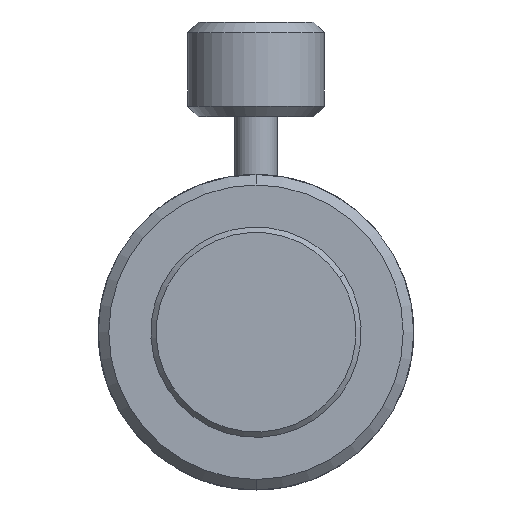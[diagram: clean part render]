
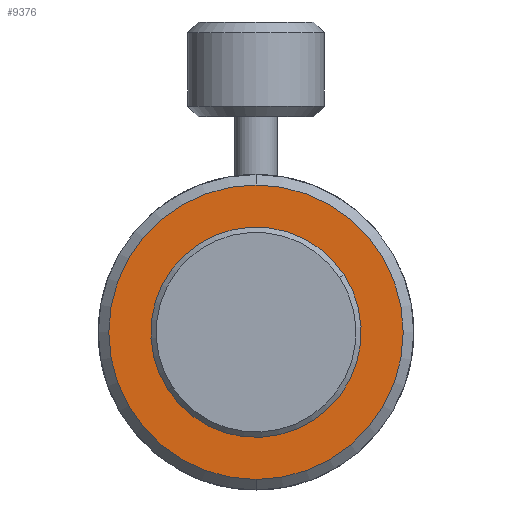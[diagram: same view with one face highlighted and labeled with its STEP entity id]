
A CAD part, front view. The second image highlights one B-rep face of the part: STEP entity #9376.
In plain terms, the highlighted planar face has unit normal (0, -1, 0).
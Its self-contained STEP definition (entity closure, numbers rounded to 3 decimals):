
#194 = CARTESIAN_POINT ( 'NONE',  ( -11.986, -41.37, 20. ) ) ;
#208 = CARTESIAN_POINT ( 'NONE',  ( -11.986, -41.37, 34. ) ) ;
#274 = DIRECTION ( 'NONE',  ( 0., 0., -1. ) ) ;
#321 = CARTESIAN_POINT ( 'NONE',  ( -11.986, -41.37, 34. ) ) ;
#364 = EDGE_CURVE ( 'NONE', #3173, #9234, #1502, .T. ) ;
#602 = DIRECTION ( 'NONE',  ( 0., -1., 0. ) ) ;
#890 = DIRECTION ( 'NONE',  ( 0., -1., 0. ) ) ;
#1039 = CARTESIAN_POINT ( 'NONE',  ( -11.986, -41.37, 48. ) ) ;
#1502 = CIRCLE ( 'NONE', #8926, 2.5 ) ;
#1679 = FACE_OUTER_BOUND ( 'NONE', #8477, .T. ) ;
#1732 = FACE_BOUND ( 'NONE', #6277, .T. ) ;
#2026 = ORIENTED_EDGE ( 'NONE', *, *, #6693, .T. ) ;
#2029 = AXIS2_PLACEMENT_3D ( 'NONE', #6474, #5673, #2923 ) ;
#2059 = ORIENTED_EDGE ( 'NONE', *, *, #8263, .T. ) ;
#2363 = DIRECTION ( 'NONE',  ( 0., 0., 1. ) ) ;
#2780 = CIRCLE ( 'NONE', #4149, 14. ) ;
#2826 = ORIENTED_EDGE ( 'NONE', *, *, #364, .F. ) ;
#2886 = ORIENTED_EDGE ( 'NONE', *, *, #3432, .F. ) ;
#2923 = DIRECTION ( 'NONE',  ( 0., 0., 1. ) ) ;
#2966 = DIRECTION ( 'NONE',  ( 0., 1., 0. ) ) ;
#3173 = VERTEX_POINT ( 'NONE', #6655 ) ;
#3411 = DIRECTION ( 'NONE',  ( 0., 0., -1. ) ) ;
#3432 = EDGE_CURVE ( 'NONE', #9234, #3173, #3677, .T. ) ;
#3677 = CIRCLE ( 'NONE', #5157, 2.5 ) ;
#4149 = AXIS2_PLACEMENT_3D ( 'NONE', #6672, #890, #2363 ) ;
#4452 = VERTEX_POINT ( 'NONE', #1039 ) ;
#5157 = AXIS2_PLACEMENT_3D ( 'NONE', #9235, #602, #3411 ) ;
#5440 = DIRECTION ( 'NONE',  ( 0., -1., 0. ) ) ;
#5673 = DIRECTION ( 'NONE',  ( 0., -1., 0. ) ) ;
#5946 = DIRECTION ( 'NONE',  ( 0., 0., 1. ) ) ;
#6277 = EDGE_LOOP ( 'NONE', ( #2826, #2886 ) ) ;
#6433 = CARTESIAN_POINT ( 'NONE',  ( -11.986, -41.37, 36.5 ) ) ;
#6474 = CARTESIAN_POINT ( 'NONE',  ( -11.986, -41.37, 34. ) ) ;
#6655 = CARTESIAN_POINT ( 'NONE',  ( -11.986, -41.37, 31.5 ) ) ;
#6672 = CARTESIAN_POINT ( 'NONE',  ( -11.986, -41.37, 34. ) ) ;
#6693 = EDGE_CURVE ( 'NONE', #4452, #8698, #2780, .T. ) ;
#7302 = AXIS2_PLACEMENT_3D ( 'NONE', #208, #2966, #5946 ) ;
#7480 = CIRCLE ( 'NONE', #2029, 14. ) ;
#8175 = PLANE ( 'NONE',  #7302 ) ;
#8263 = EDGE_CURVE ( 'NONE', #8698, #4452, #7480, .T. ) ;
#8477 = EDGE_LOOP ( 'NONE', ( #2026, #2059 ) ) ;
#8698 = VERTEX_POINT ( 'NONE', #194 ) ;
#8926 = AXIS2_PLACEMENT_3D ( 'NONE', #321, #5440, #274 ) ;
#9234 = VERTEX_POINT ( 'NONE', #6433 ) ;
#9235 = CARTESIAN_POINT ( 'NONE',  ( -11.986, -41.37, 34. ) ) ;
#9376 = ADVANCED_FACE ( 'NONE', ( #1679, #1732 ), #8175, .F. ) ;
